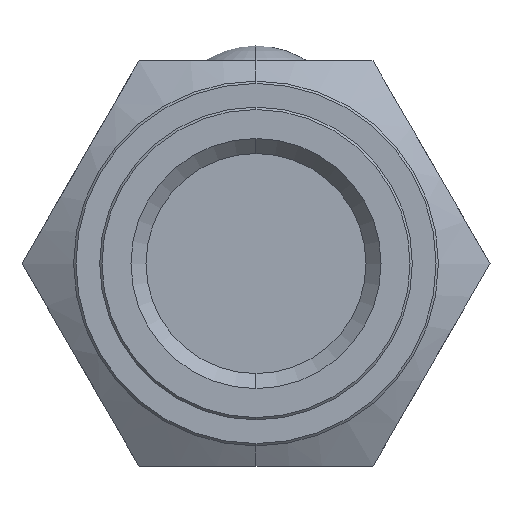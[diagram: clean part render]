
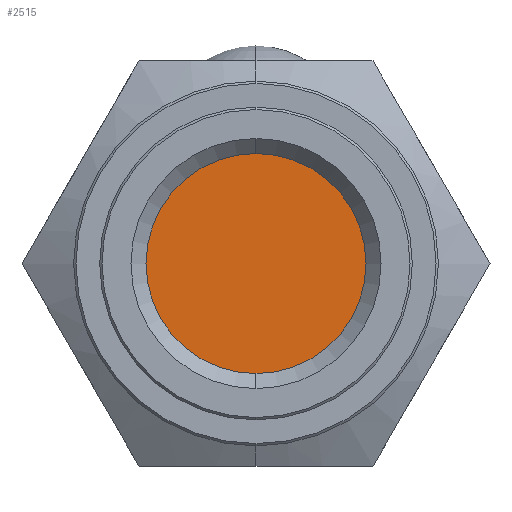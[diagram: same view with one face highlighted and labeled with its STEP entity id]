
A CAD part, front view. The second image highlights one B-rep face of the part: STEP entity #2515.
In plain terms, the highlighted planar face has unit normal (0, -1, 0).
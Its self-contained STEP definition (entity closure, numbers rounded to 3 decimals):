
#73 = VERTEX_POINT ( 'NONE', #2155 ) ;
#105 = CIRCLE ( 'NONE', #151, 9.5 ) ;
#109 = CIRCLE ( 'NONE', #262, 9.5 ) ;
#151 = AXIS2_PLACEMENT_3D ( 'NONE', #2024, #2025, #2026 ) ;
#262 = AXIS2_PLACEMENT_3D ( 'NONE', #555, #556, #557 ) ;
#555 = CARTESIAN_POINT ( 'NONE',  ( 0., 13.288, 0. ) ) ;
#556 = DIRECTION ( 'NONE',  ( 0., -1., 0. ) ) ;
#557 = DIRECTION ( 'NONE',  ( 0., 0., -1. ) ) ;
#759 = FACE_OUTER_BOUND ( 'NONE', #992, .T. ) ;
#992 = EDGE_LOOP ( 'NONE', ( #1581, #1564 ) ) ;
#1564 = ORIENTED_EDGE ( 'NONE', *, *, #2606, .T. ) ;
#1581 = ORIENTED_EDGE ( 'NONE', *, *, #2699, .T. ) ;
#1815 = AXIS2_PLACEMENT_3D ( 'NONE', #2374, #2375, #2376 ) ;
#2024 = CARTESIAN_POINT ( 'NONE',  ( 0., 13.288, 0. ) ) ;
#2025 = DIRECTION ( 'NONE',  ( 0., -1., 0. ) ) ;
#2026 = DIRECTION ( 'NONE',  ( 0., 0., -1. ) ) ;
#2144 = VERTEX_POINT ( 'NONE', #2308 ) ;
#2155 = CARTESIAN_POINT ( 'NONE',  ( 0., 13.288, -9.5 ) ) ;
#2308 = CARTESIAN_POINT ( 'NONE',  ( 0., 13.288, 9.5 ) ) ;
#2373 = PLANE ( 'NONE',  #1815 ) ;
#2374 = CARTESIAN_POINT ( 'NONE',  ( 0., 13.288, 0. ) ) ;
#2375 = DIRECTION ( 'NONE',  ( 0., 1., 0. ) ) ;
#2376 = DIRECTION ( 'NONE',  ( 0., 0., 1. ) ) ;
#2515 = ADVANCED_FACE ( 'NONE', ( #759 ), #2373, .F. ) ;
#2606 = EDGE_CURVE ( 'NONE', #2144, #73, #105, .T. ) ;
#2699 = EDGE_CURVE ( 'NONE', #73, #2144, #109, .T. ) ;
